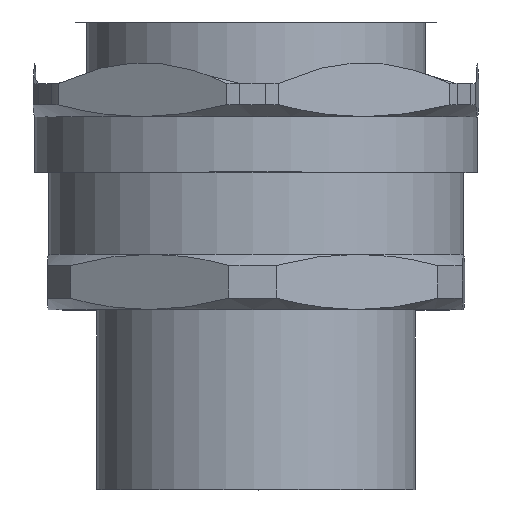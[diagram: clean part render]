
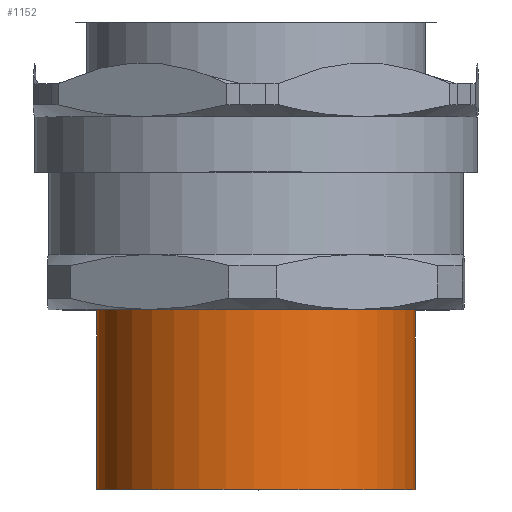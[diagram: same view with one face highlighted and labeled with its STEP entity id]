
A CAD part, top view. The second image highlights one B-rep face of the part: STEP entity #1152.
In plain terms, the highlighted cylindrical face has radius 11.52 mm (diameter 23.04 mm), a full revolution.
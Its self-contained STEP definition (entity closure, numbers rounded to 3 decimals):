
#238=FACE_OUTER_BOUND('',#312,.T.);
#312=EDGE_LOOP('',(#910,#911,#912,#913));
#366=LINE('',#1861,#410);
#410=VECTOR('',#1468,11.52);
#456=CIRCLE('',#1235,11.52);
#459=CIRCLE('',#1240,11.52);
#512=VERTEX_POINT('',#1678);
#515=VERTEX_POINT('',#1687);
#620=EDGE_CURVE('',#512,#512,#456,.T.);
#624=EDGE_CURVE('',#515,#515,#459,.T.);
#674=EDGE_CURVE('',#512,#515,#366,.T.);
#910=ORIENTED_EDGE('',*,*,#620,.T.);
#911=ORIENTED_EDGE('',*,*,#674,.T.);
#912=ORIENTED_EDGE('',*,*,#624,.T.);
#913=ORIENTED_EDGE('',*,*,#674,.F.);
#1104=CYLINDRICAL_SURFACE('',#1267,11.52);
#1152=ADVANCED_FACE('',(#238),#1104,.T.);
#1235=AXIS2_PLACEMENT_3D('',#1679,#1389,#1390);
#1240=AXIS2_PLACEMENT_3D('',#1688,#1400,#1401);
#1267=AXIS2_PLACEMENT_3D('',#1860,#1466,#1467);
#1389=DIRECTION('center_axis',(0.,-1.,0.));
#1390=DIRECTION('ref_axis',(-1.,0.,-0.014));
#1400=DIRECTION('center_axis',(0.,1.,0.));
#1401=DIRECTION('ref_axis',(-1.,0.,-0.014));
#1466=DIRECTION('center_axis',(0.,1.,0.));
#1467=DIRECTION('ref_axis',(-1.,0.,-0.014));
#1468=DIRECTION('',(0.,-1.,0.));
#1678=CARTESIAN_POINT('',(183.257,59.76,123.071));
#1679=CARTESIAN_POINT('Origin',(171.738,59.76,122.906));
#1687=CARTESIAN_POINT('',(183.257,46.76,123.071));
#1688=CARTESIAN_POINT('Origin',(171.738,46.76,122.906));
#1860=CARTESIAN_POINT('Origin',(171.738,53.26,122.906));
#1861=CARTESIAN_POINT('',(183.257,53.26,123.071));
